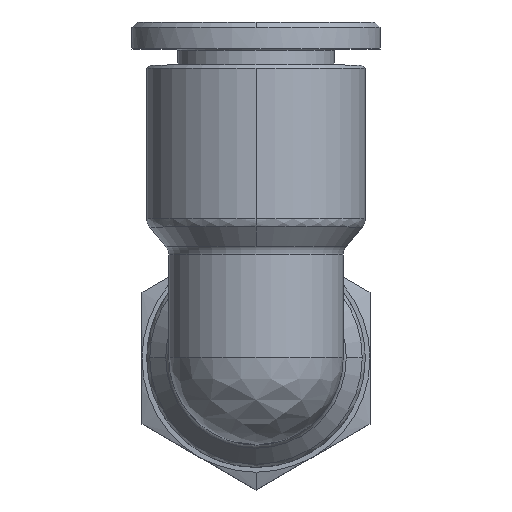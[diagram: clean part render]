
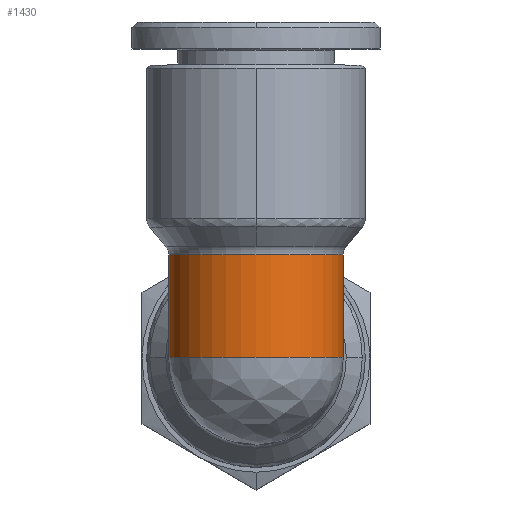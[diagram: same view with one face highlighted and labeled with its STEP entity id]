
A CAD part, top view. The second image highlights one B-rep face of the part: STEP entity #1430.
In plain terms, the highlighted cylindrical face has radius 6.5 mm (diameter 13 mm), a partial arc.
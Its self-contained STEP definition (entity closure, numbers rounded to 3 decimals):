
#319 = EDGE_CURVE ( 'NONE', #558, #6535, #5009, .T. ) ;
#454 = ORIENTED_EDGE ( 'NONE', *, *, #6241, .F. ) ;
#469 = CARTESIAN_POINT ( 'NONE',  ( -1.592, 0., 0. ) ) ;
#506 = CARTESIAN_POINT ( 'NONE',  ( -1.592, 0., 0. ) ) ;
#518 =( BOUNDED_CURVE ( )  B_SPLINE_CURVE ( 3, ( #13589, #14811, #3641, #13630 ),
 .UNSPECIFIED., .F., .F. ) 
 B_SPLINE_CURVE_WITH_KNOTS ( ( 4, 4 ),
 ( 4.712, 6.129 ),
 .UNSPECIFIED. ) 
 CURVE ( )  GEOMETRIC_REPRESENTATION_ITEM ( )  RATIONAL_B_SPLINE_CURVE ( ( 1., 0.84, 0.84, 1. ) ) 
 REPRESENTATION_ITEM ( '' )  );
#558 = VERTEX_POINT ( 'NONE', #7496 ) ;
#699 = DIRECTION ( 'NONE',  ( 1., 0., 0. ) ) ;
#1354 = CARTESIAN_POINT ( 'NONE',  ( -1.592, -6.5, 0. ) ) ;
#1430 = ADVANCED_FACE ( 'NONE', ( #13362 ), #9829, .T. ) ;
#1581 = DIRECTION ( 'NONE',  ( 1., 0., 0. ) ) ;
#2678 = EDGE_LOOP ( 'NONE', ( #15331, #14239, #2948, #4906, #5051, #14649, #15917, #454 ) ) ;
#2734 = DIRECTION ( 'NONE',  ( -1., 0., 0. ) ) ;
#2815 = AXIS2_PLACEMENT_3D ( 'NONE', #469, #2734, #11474 ) ;
#2948 = ORIENTED_EDGE ( 'NONE', *, *, #4223, .F. ) ;
#2968 = CARTESIAN_POINT ( 'NONE',  ( -9.233, 0., 0. ) ) ;
#3177 = AXIS2_PLACEMENT_3D ( 'NONE', #6556, #1581, #4194 ) ;
#3188 = DIRECTION ( 'NONE',  ( 0., 0., -1. ) ) ;
#3641 = CARTESIAN_POINT ( 'NONE',  ( -3.327, 4.317, -5.906 ) ) ;
#4134 = DIRECTION ( 'NONE',  ( 0., 0., -1. ) ) ;
#4140 = VERTEX_POINT ( 'NONE', #15321 ) ;
#4194 = DIRECTION ( 'NONE',  ( 0., 0., -1. ) ) ;
#4196 = EDGE_CURVE ( 'NONE', #7664, #13561, #11308, .T. ) ;
#4223 = EDGE_CURVE ( 'NONE', #4140, #6535, #8709, .T. ) ;
#4906 = ORIENTED_EDGE ( 'NONE', *, *, #10237, .T. ) ;
#5009 = CIRCLE ( 'NONE', #8380, 6.5 ) ;
#5051 = ORIENTED_EDGE ( 'NONE', *, *, #7149, .T. ) ;
#5410 = CARTESIAN_POINT ( 'NONE',  ( -1.592, 6.5, 0. ) ) ;
#5509 = DIRECTION ( 'NONE',  ( -1., 0., 0. ) ) ;
#5609 = EDGE_CURVE ( 'NONE', #13561, #9229, #15316, .T. ) ;
#5641 = CARTESIAN_POINT ( 'NONE',  ( -1.592, 0., 0. ) ) ;
#5643 = CARTESIAN_POINT ( 'NONE',  ( -5.233, -1., -6.423 ) ) ;
#5851 = DIRECTION ( 'NONE',  ( 1., 0., 0. ) ) ;
#6241 = EDGE_CURVE ( 'NONE', #14631, #9229, #16069, .T. ) ;
#6535 = VERTEX_POINT ( 'NONE', #8549 ) ;
#6556 = CARTESIAN_POINT ( 'NONE',  ( -5.233, 0., 0. ) ) ;
#6897 = DIRECTION ( 'NONE',  ( 0., 0., -1. ) ) ;
#7076 = AXIS2_PLACEMENT_3D ( 'NONE', #5641, #13021, #3188 ) ;
#7149 = EDGE_CURVE ( 'NONE', #15989, #7664, #8816, .T. ) ;
#7496 = CARTESIAN_POINT ( 'NONE',  ( -9.233, 6.5, 0. ) ) ;
#7543 = CARTESIAN_POINT ( 'NONE',  ( -1.592, -1., -6.423 ) ) ;
#7664 = VERTEX_POINT ( 'NONE', #1354 ) ;
#8380 = AXIS2_PLACEMENT_3D ( 'NONE', #2968, #5851, #6897 ) ;
#8549 = CARTESIAN_POINT ( 'NONE',  ( -9.233, -6.5, 0. ) ) ;
#8709 =( BOUNDED_CURVE ( )  B_SPLINE_CURVE ( 3, ( #15749, #10666, #15693, #13189 ),
 .UNSPECIFIED., .F., .F. ) 
 B_SPLINE_CURVE_WITH_KNOTS ( ( 4, 4 ),
 ( 0.154, 1.571 ),
 .UNSPECIFIED. ) 
 CURVE ( )  GEOMETRIC_REPRESENTATION_ITEM ( )  RATIONAL_B_SPLINE_CURVE ( ( 1., 0.84, 0.84, 1. ) ) 
 REPRESENTATION_ITEM ( '' )  );
#8816 = CIRCLE ( 'NONE', #11059, 6.5 ) ;
#9034 = VECTOR ( 'NONE', #699, 1000. ) ;
#9229 = VERTEX_POINT ( 'NONE', #12251 ) ;
#9829 = CYLINDRICAL_SURFACE ( 'NONE', #3177, 6.5 ) ;
#10237 = EDGE_CURVE ( 'NONE', #4140, #15989, #12424, .T. ) ;
#10575 = CARTESIAN_POINT ( 'NONE',  ( -3.233, 1., -6.423 ) ) ;
#10666 = CARTESIAN_POINT ( 'NONE',  ( -3.327, -4.317, -5.906 ) ) ;
#11059 = AXIS2_PLACEMENT_3D ( 'NONE', #506, #5509, #4134 ) ;
#11141 = EDGE_CURVE ( 'NONE', #558, #14631, #518, .T. ) ;
#11308 = CIRCLE ( 'NONE', #7076, 6.5 ) ;
#11474 = DIRECTION ( 'NONE',  ( 0., 0., -1. ) ) ;
#12251 = CARTESIAN_POINT ( 'NONE',  ( -1.592, 1., -6.423 ) ) ;
#12424 = LINE ( 'NONE', #5643, #9034 ) ;
#13021 = DIRECTION ( 'NONE',  ( -1., 0., 0. ) ) ;
#13189 = CARTESIAN_POINT ( 'NONE',  ( -9.233, -6.5, 0. ) ) ;
#13362 = FACE_OUTER_BOUND ( 'NONE', #2678, .T. ) ;
#13561 = VERTEX_POINT ( 'NONE', #5410 ) ;
#13589 = CARTESIAN_POINT ( 'NONE',  ( -9.233, 6.5, 0. ) ) ;
#13630 = CARTESIAN_POINT ( 'NONE',  ( -2.811, 1., -6.423 ) ) ;
#14239 = ORIENTED_EDGE ( 'NONE', *, *, #319, .T. ) ;
#14631 = VERTEX_POINT ( 'NONE', #14856 ) ;
#14649 = ORIENTED_EDGE ( 'NONE', *, *, #4196, .T. ) ;
#14811 = CARTESIAN_POINT ( 'NONE',  ( -5.877, 6.5, -3.357 ) ) ;
#14856 = CARTESIAN_POINT ( 'NONE',  ( -2.811, 1., -6.423 ) ) ;
#15316 = CIRCLE ( 'NONE', #2815, 6.5 ) ;
#15321 = CARTESIAN_POINT ( 'NONE',  ( -2.811, -1., -6.423 ) ) ;
#15331 = ORIENTED_EDGE ( 'NONE', *, *, #11141, .F. ) ;
#15489 = VECTOR ( 'NONE', #15499, 1000. ) ;
#15499 = DIRECTION ( 'NONE',  ( 1., 0., 0. ) ) ;
#15693 = CARTESIAN_POINT ( 'NONE',  ( -5.877, -6.5, -3.357 ) ) ;
#15749 = CARTESIAN_POINT ( 'NONE',  ( -2.811, -1., -6.423 ) ) ;
#15917 = ORIENTED_EDGE ( 'NONE', *, *, #5609, .T. ) ;
#15989 = VERTEX_POINT ( 'NONE', #7543 ) ;
#16069 = LINE ( 'NONE', #10575, #15489 ) ;
